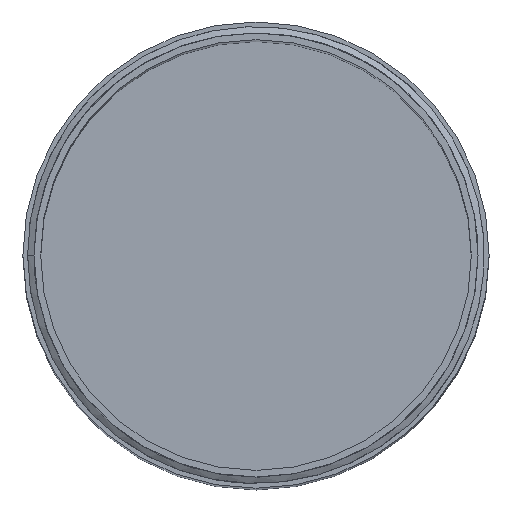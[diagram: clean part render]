
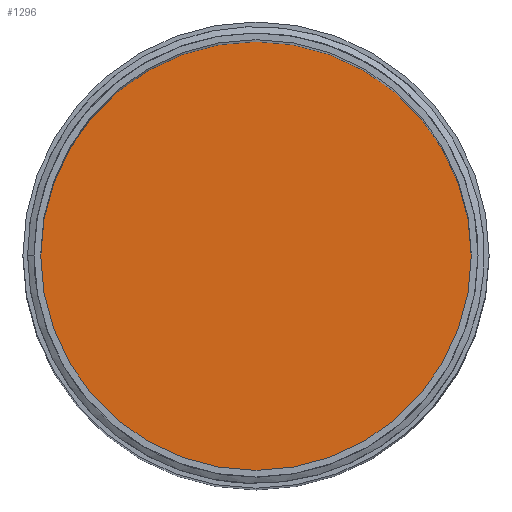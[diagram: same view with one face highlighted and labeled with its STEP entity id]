
A CAD part, top view. The second image highlights one B-rep face of the part: STEP entity #1296.
In plain terms, the highlighted planar face has unit normal (0, 0, 1).
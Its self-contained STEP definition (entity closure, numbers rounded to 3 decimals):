
#73 = EDGE_LOOP ( 'NONE', ( #1194, #1112 ) ) ;
#116 = AXIS2_PLACEMENT_3D ( 'NONE', #1044, #1378, #920 ) ;
#191 = AXIS2_PLACEMENT_3D ( 'NONE', #687, #1358, #479 ) ;
#312 = VERTEX_POINT ( 'NONE', #430 ) ;
#388 = CIRCLE ( 'NONE', #841, 38.8 ) ;
#430 = CARTESIAN_POINT ( 'NONE',  ( -6.501, 105.198, -175.303 ) ) ;
#434 = DIRECTION ( 'NONE',  ( 0., 0., 1. ) ) ;
#479 = DIRECTION ( 'NONE',  ( 1., 0., 0. ) ) ;
#570 = PLANE ( 'NONE',  #191 ) ;
#687 = CARTESIAN_POINT ( 'NONE',  ( -45.301, 105.198, -175.303 ) ) ;
#841 = AXIS2_PLACEMENT_3D ( 'NONE', #1454, #434, #1227 ) ;
#920 = DIRECTION ( 'NONE',  ( 1., 0., 0. ) ) ;
#1044 = CARTESIAN_POINT ( 'NONE',  ( -45.301, 105.198, -175.303 ) ) ;
#1081 = EDGE_CURVE ( 'NONE', #312, #1116, #1280, .T. ) ;
#1107 = CARTESIAN_POINT ( 'NONE',  ( -84.101, 105.198, -175.303 ) ) ;
#1112 = ORIENTED_EDGE ( 'NONE', *, *, #1134, .T. ) ;
#1116 = VERTEX_POINT ( 'NONE', #1107 ) ;
#1134 = EDGE_CURVE ( 'NONE', #1116, #312, #388, .T. ) ;
#1194 = ORIENTED_EDGE ( 'NONE', *, *, #1081, .T. ) ;
#1227 = DIRECTION ( 'NONE',  ( 1., 0., 0. ) ) ;
#1255 = FACE_OUTER_BOUND ( 'NONE', #73, .T. ) ;
#1280 = CIRCLE ( 'NONE', #116, 38.8 ) ;
#1296 = ADVANCED_FACE ( 'NONE', ( #1255 ), #570, .T. ) ;
#1358 = DIRECTION ( 'NONE',  ( 0., 0., 1. ) ) ;
#1378 = DIRECTION ( 'NONE',  ( 0., 0., 1. ) ) ;
#1454 = CARTESIAN_POINT ( 'NONE',  ( -45.301, 105.198, -175.303 ) ) ;
